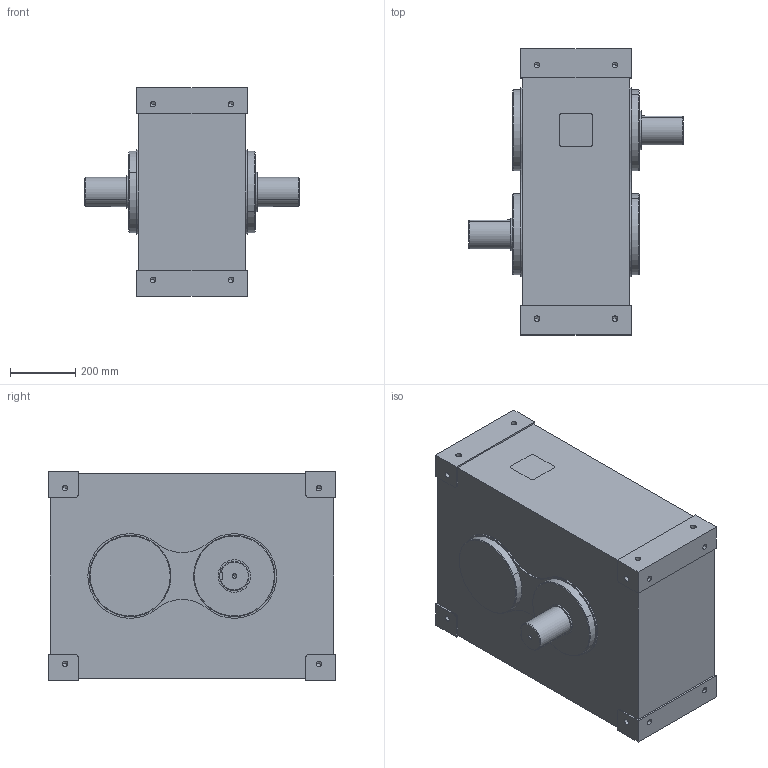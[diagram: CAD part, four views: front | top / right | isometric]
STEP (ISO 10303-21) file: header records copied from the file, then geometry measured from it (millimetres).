
FILE_DESCRIPTION(('CATIA V5 STEP Exchange'),'2;1');
FILE_NAME('P320DSOUT.stp','2013-07-23T07:15:15+00:00',('none'),('none'),'CATIA Version 5 Release 18 SP 6 (IN-10)','CATIA V5 STEP AP203','none');
FILE_SCHEMA(('CONFIG_CONTROL_DESIGN'));
Length unit declared in the file: millimetre
Products named in the file (1): P320DS
Bounding box: 660 x 880 x 640 mm (x, y, z)
Volume: 189808965 mm3; surface area: 2809016.4 mm2
Topology: 8 solids, 8 shells, 223 faces, 544 edges, 316 vertices
Faces by surface type: cylinder 92, cone 66, plane 65
Entity records: 5534 total; most frequent: ORIENTED_EDGE 984, CARTESIAN_POINT 956, DIRECTION 750, EDGE_CURVE 492, AXIS2_PLACEMENT_3D 336, VERTEX_POINT 316, VECTOR 284, LINE 284
